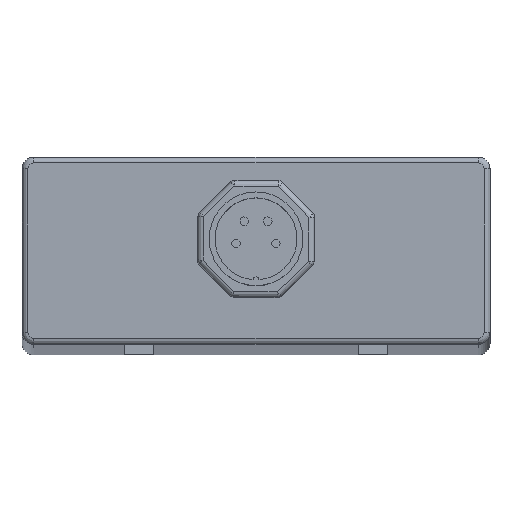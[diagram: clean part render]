
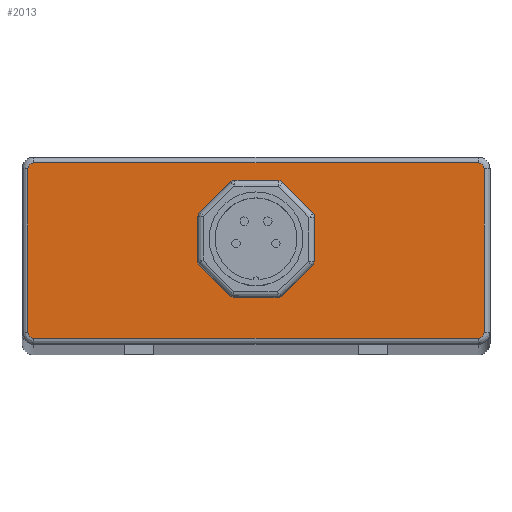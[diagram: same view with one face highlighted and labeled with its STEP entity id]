
A CAD part, top view. The second image highlights one B-rep face of the part: STEP entity #2013.
In plain terms, the highlighted planar face has unit normal (0, 0, 1).
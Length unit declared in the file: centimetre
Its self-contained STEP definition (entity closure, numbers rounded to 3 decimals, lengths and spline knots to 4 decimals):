
#140=PLANE('',#2774);
#195=VECTOR('',#2191,1.);
#196=VECTOR('',#2193,1.);
#197=VECTOR('',#2195,1.);
#198=VECTOR('',#2197,1.);
#201=VECTOR('',#2249,1.);
#202=VECTOR('',#2251,1.);
#203=VECTOR('',#2253,1.);
#204=VECTOR('',#2255,1.);
#259=VECTOR('',#2437,1.);
#261=VECTOR('',#2443,1.);
#262=VECTOR('',#2462,1.);
#263=VECTOR('',#2467,1.);
#353=LINE('',#2940,#195);
#354=LINE('',#2942,#196);
#355=LINE('',#2944,#197);
#356=LINE('',#2946,#198);
#359=LINE('',#2991,#201);
#360=LINE('',#2993,#202);
#361=LINE('',#2995,#203);
#362=LINE('',#2997,#204);
#417=LINE('',#3202,#259);
#419=LINE('',#3208,#261);
#420=LINE('',#3222,#262);
#421=LINE('',#3226,#263);
#531=VERTEX_POINT('',#2820);
#532=VERTEX_POINT('',#2821);
#536=VERTEX_POINT('',#2833);
#537=VERTEX_POINT('',#2834);
#541=VERTEX_POINT('',#2849);
#542=VERTEX_POINT('',#2850);
#546=VERTEX_POINT('',#2862);
#547=VERTEX_POINT('',#2863);
#551=VERTEX_POINT('',#2878);
#552=VERTEX_POINT('',#2879);
#556=VERTEX_POINT('',#2891);
#557=VERTEX_POINT('',#2892);
#561=VERTEX_POINT('',#2907);
#562=VERTEX_POINT('',#2908);
#566=VERTEX_POINT('',#2920);
#567=VERTEX_POINT('',#2921);
#655=VERTEX_POINT('',#3193);
#656=VERTEX_POINT('',#3195);
#658=VERTEX_POINT('',#3201);
#659=VERTEX_POINT('',#3205);
#661=VERTEX_POINT('',#3211);
#662=VERTEX_POINT('',#3216);
#663=VERTEX_POINT('',#3221);
#664=VERTEX_POINT('',#3225);
#705=CIRCLE('',#2594,0.1);
#709=CIRCLE('',#2600,0.1);
#713=CIRCLE('',#2607,0.1);
#717=CIRCLE('',#2613,0.1);
#721=CIRCLE('',#2620,0.1);
#725=CIRCLE('',#2626,0.1);
#729=CIRCLE('',#2633,0.1);
#733=CIRCLE('',#2639,0.1);
#783=CIRCLE('',#2748,0.1);
#789=CIRCLE('',#2757,0.1);
#793=CIRCLE('',#2762,0.1);
#797=CIRCLE('',#2769,0.1);
#811=EDGE_CURVE('',#531,#532,#705,.F.);
#817=EDGE_CURVE('',#536,#537,#709,.F.);
#825=EDGE_CURVE('',#541,#542,#713,.F.);
#831=EDGE_CURVE('',#546,#547,#717,.F.);
#839=EDGE_CURVE('',#551,#552,#721,.F.);
#845=EDGE_CURVE('',#556,#557,#725,.F.);
#853=EDGE_CURVE('',#561,#562,#729,.F.);
#859=EDGE_CURVE('',#566,#567,#733,.F.);
#872=EDGE_CURVE('',#531,#537,#353,.T.);
#873=EDGE_CURVE('',#536,#547,#354,.T.);
#874=EDGE_CURVE('',#546,#557,#355,.T.);
#875=EDGE_CURVE('',#556,#567,#356,.T.);
#892=EDGE_CURVE('',#561,#552,#359,.T.);
#893=EDGE_CURVE('',#551,#542,#360,.T.);
#894=EDGE_CURVE('',#541,#532,#361,.T.);
#895=EDGE_CURVE('',#566,#562,#362,.T.);
#989=EDGE_CURVE('',#655,#656,#783,.T.);
#993=EDGE_CURVE('',#658,#655,#417,.T.);
#996=EDGE_CURVE('',#656,#659,#419,.T.);
#998=EDGE_CURVE('',#661,#658,#789,.T.);
#1002=EDGE_CURVE('',#659,#662,#793,.T.);
#1004=EDGE_CURVE('',#663,#661,#420,.T.);
#1006=EDGE_CURVE('',#662,#664,#421,.T.);
#1008=EDGE_CURVE('',#664,#663,#797,.T.);
#1418=ORIENTED_EDGE('',*,*,#853,.F.);
#1419=ORIENTED_EDGE('',*,*,#892,.T.);
#1420=ORIENTED_EDGE('',*,*,#839,.F.);
#1421=ORIENTED_EDGE('',*,*,#893,.T.);
#1422=ORIENTED_EDGE('',*,*,#825,.F.);
#1423=ORIENTED_EDGE('',*,*,#894,.T.);
#1424=ORIENTED_EDGE('',*,*,#811,.F.);
#1425=ORIENTED_EDGE('',*,*,#872,.T.);
#1426=ORIENTED_EDGE('',*,*,#817,.F.);
#1427=ORIENTED_EDGE('',*,*,#873,.T.);
#1428=ORIENTED_EDGE('',*,*,#831,.F.);
#1429=ORIENTED_EDGE('',*,*,#874,.T.);
#1430=ORIENTED_EDGE('',*,*,#845,.F.);
#1431=ORIENTED_EDGE('',*,*,#875,.T.);
#1432=ORIENTED_EDGE('',*,*,#859,.F.);
#1433=ORIENTED_EDGE('',*,*,#895,.T.);
#1434=ORIENTED_EDGE('',*,*,#989,.F.);
#1435=ORIENTED_EDGE('',*,*,#993,.F.);
#1436=ORIENTED_EDGE('',*,*,#998,.F.);
#1437=ORIENTED_EDGE('',*,*,#1004,.F.);
#1438=ORIENTED_EDGE('',*,*,#1008,.F.);
#1439=ORIENTED_EDGE('',*,*,#1006,.F.);
#1440=ORIENTED_EDGE('',*,*,#1002,.F.);
#1441=ORIENTED_EDGE('',*,*,#996,.F.);
#1734=EDGE_LOOP('',(#1418,#1419,#1420,#1421,#1422,#1423,#1424,#1425,#1426,
#1427,#1428,#1429,#1430,#1431,#1432,#1433));
#1735=EDGE_LOOP('',(#1434,#1435,#1436,#1437,#1438,#1439,#1440,#1441));
#1890=FACE_BOUND('',#1734,.T.);
#1891=FACE_BOUND('',#1735,.T.);
#2013=ADVANCED_FACE('',(#1890,#1891),#140,.T.);
#2056=DIRECTION('',(0.,0.,-1.));
#2057=DIRECTION('',(0.039,0.092,0.));
#2070=DIRECTION('',(0.,0.,-1.));
#2071=DIRECTION('',(0.093,0.037,0.));
#2088=DIRECTION('',(0.,0.,-1.));
#2089=DIRECTION('',(-0.037,0.093,0.));
#2102=DIRECTION('',(0.,0.,-1.));
#2103=DIRECTION('',(0.092,-0.039,0.));
#2120=DIRECTION('',(0.,0.,-1.));
#2121=DIRECTION('',(-0.092,0.039,0.));
#2134=DIRECTION('',(0.,0.,-1.));
#2135=DIRECTION('',(0.037,-0.093,0.));
#2152=DIRECTION('',(0.,0.,-1.));
#2153=DIRECTION('',(-0.093,-0.037,0.));
#2166=DIRECTION('',(0.,0.,-1.));
#2167=DIRECTION('',(-0.039,-0.092,0.));
#2191=DIRECTION('',(0.698,-0.716,0.));
#2193=DIRECTION('',(-0.013,-1.,0.));
#2195=DIRECTION('',(-0.716,-0.698,0.));
#2197=DIRECTION('',(-1.,0.013,0.));
#2249=DIRECTION('',(0.013,1.,0.));
#2251=DIRECTION('',(0.716,0.698,0.));
#2253=DIRECTION('',(1.,-0.013,0.));
#2255=DIRECTION('',(-0.698,0.716,0.));
#2427=DIRECTION('',(0.,0.,-1.));
#2428=DIRECTION('',(0.071,0.071,0.));
#2437=DIRECTION('',(1.,0.,0.));
#2443=DIRECTION('',(0.,-1.,0.));
#2447=DIRECTION('',(0.,0.,-1.));
#2448=DIRECTION('',(-0.071,0.071,0.));
#2456=DIRECTION('',(0.,0.,-1.));
#2457=DIRECTION('',(0.071,-0.071,0.));
#2462=DIRECTION('',(0.,1.,0.));
#2467=DIRECTION('',(-1.,0.,0.));
#2471=DIRECTION('',(0.,0.,-1.));
#2472=DIRECTION('',(-0.071,-0.071,0.));
#2482=DIRECTION('',(0.,0.,1.));
#2594=AXIS2_PLACEMENT_3D('',#2819,#2056,#2057);
#2600=AXIS2_PLACEMENT_3D('',#2832,#2070,#2071);
#2607=AXIS2_PLACEMENT_3D('',#2848,#2088,#2089);
#2613=AXIS2_PLACEMENT_3D('',#2861,#2102,#2103);
#2620=AXIS2_PLACEMENT_3D('',#2877,#2120,#2121);
#2626=AXIS2_PLACEMENT_3D('',#2890,#2134,#2135);
#2633=AXIS2_PLACEMENT_3D('',#2906,#2152,#2153);
#2639=AXIS2_PLACEMENT_3D('',#2919,#2166,#2167);
#2748=AXIS2_PLACEMENT_3D('',#3194,#2427,#2428);
#2757=AXIS2_PLACEMENT_3D('',#3212,#2447,#2448);
#2762=AXIS2_PLACEMENT_3D('',#3218,#2456,#2457);
#2769=AXIS2_PLACEMENT_3D('',#3229,#2471,#2472);
#2774=AXIS2_PLACEMENT_3D('',#3236,#2482,$);
#2819=CARTESIAN_POINT('',(0.3845,2.6951,102.5));
#2820=CARTESIAN_POINT('',(0.4562,2.7648,102.5));
#2821=CARTESIAN_POINT('',(0.3858,2.795,102.5));
#2832=CARTESIAN_POINT('',(0.9048,2.161,102.5));
#2833=CARTESIAN_POINT('',(1.0048,2.1597,102.5));
#2834=CARTESIAN_POINT('',(0.9764,2.2308,102.5));
#2848=CARTESIAN_POINT('',(-0.361,2.7048,102.5));
#2849=CARTESIAN_POINT('',(-0.3597,2.8048,102.5));
#2850=CARTESIAN_POINT('',(-0.4308,2.7764,102.5));
#2861=CARTESIAN_POINT('',(0.8951,1.4155,102.5));
#2862=CARTESIAN_POINT('',(0.9648,1.3438,102.5));
#2863=CARTESIAN_POINT('',(0.995,1.4142,102.5));
#2877=CARTESIAN_POINT('',(-0.8951,2.1845,102.5));
#2878=CARTESIAN_POINT('',(-0.9648,2.2562,102.5));
#2879=CARTESIAN_POINT('',(-0.995,2.1858,102.5));
#2890=CARTESIAN_POINT('',(0.361,0.8952,102.5));
#2891=CARTESIAN_POINT('',(0.3597,0.7952,102.5));
#2892=CARTESIAN_POINT('',(0.4308,0.8236,102.5));
#2906=CARTESIAN_POINT('',(-0.9048,1.439,102.5));
#2907=CARTESIAN_POINT('',(-1.0048,1.4403,102.5));
#2908=CARTESIAN_POINT('',(-0.9764,1.3692,102.5));
#2919=CARTESIAN_POINT('',(-0.3845,0.9049,102.5));
#2920=CARTESIAN_POINT('',(-0.4562,0.8352,102.5));
#2921=CARTESIAN_POINT('',(-0.3858,0.805,102.5));
#2940=CARTESIAN_POINT('',(0.7661,2.4467,102.5));
#2942=CARTESIAN_POINT('',(0.9986,1.6873,102.5));
#2944=CARTESIAN_POINT('',(0.648,1.0352,102.5));
#2946=CARTESIAN_POINT('',(-0.0118,0.8001,102.5));
#2991=CARTESIAN_POINT('',(-1.0012,1.7135,102.5));
#2993=CARTESIAN_POINT('',(-0.7476,2.4678,102.5));
#2995=CARTESIAN_POINT('',(0.0144,2.7999,102.5));
#2997=CARTESIAN_POINT('',(-0.6665,1.0511,102.5));
#3193=CARTESIAN_POINT('',(3.8,3.1015,102.5));
#3194=CARTESIAN_POINT('',(3.8,3.0015,102.5));
#3195=CARTESIAN_POINT('',(3.9,3.0015,102.5));
#3201=CARTESIAN_POINT('',(-3.8,3.1015,102.5));
#3202=CARTESIAN_POINT('',(0.,3.1015,102.5));
#3205=CARTESIAN_POINT('',(3.9,0.2,102.5));
#3208=CARTESIAN_POINT('',(3.9,1.6004,102.5));
#3211=CARTESIAN_POINT('',(-3.9,3.0015,102.5));
#3212=CARTESIAN_POINT('',(-3.8,3.0015,102.5));
#3216=CARTESIAN_POINT('',(3.8,0.1,102.5));
#3218=CARTESIAN_POINT('',(3.8,0.2,102.5));
#3221=CARTESIAN_POINT('',(-3.9,0.2,102.5));
#3222=CARTESIAN_POINT('',(-3.9,1.6004,102.5));
#3225=CARTESIAN_POINT('',(-3.8,0.1,102.5));
#3226=CARTESIAN_POINT('',(-0.4375,0.1,102.5));
#3229=CARTESIAN_POINT('',(-3.8,0.2,102.5));
#3236=CARTESIAN_POINT('',(0.,1.6007,102.5));
